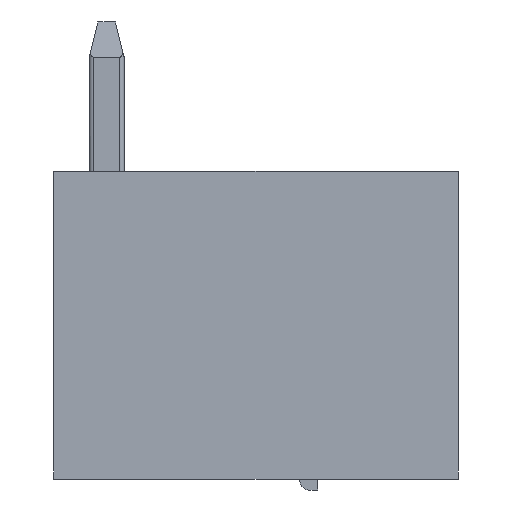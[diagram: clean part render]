
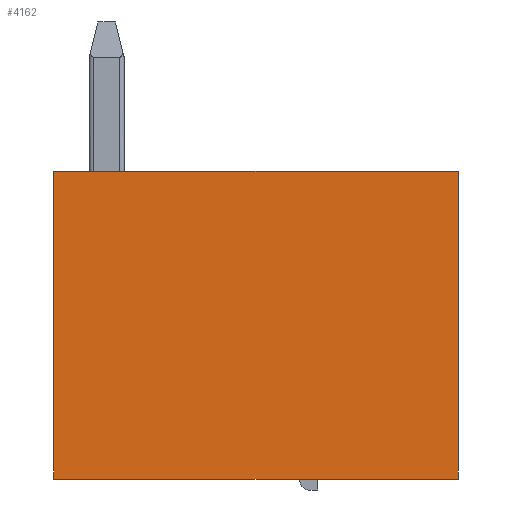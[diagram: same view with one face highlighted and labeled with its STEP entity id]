
A CAD part, front view. The second image highlights one B-rep face of the part: STEP entity #4162.
In plain terms, the highlighted planar face has unit normal (0, -1, 0).
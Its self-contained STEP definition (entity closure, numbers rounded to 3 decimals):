
#74=DIRECTION('',(0.,0.,1.));
#75=VECTOR('',#74,7.);
#76=CARTESIAN_POINT('',(0.,-4.51,-7.));
#77=LINE('',#76,#75);
#328=DIRECTION('',(0.,0.,1.));
#329=VECTOR('',#328,7.);
#330=CARTESIAN_POINT('',(9.2,-4.51,-7.));
#331=LINE('',#330,#329);
#1351=DIRECTION('',(-1.,0.,0.));
#1352=VECTOR('',#1351,9.2);
#1353=CARTESIAN_POINT('',(9.2,-4.51,0.));
#1354=LINE('',#1353,#1352);
#1500=DIRECTION('',(-1.,0.,0.));
#1501=VECTOR('',#1500,9.2);
#1502=CARTESIAN_POINT('',(9.2,-4.51,-7.));
#1503=LINE('',#1502,#1501);
#2154=CARTESIAN_POINT('',(9.2,-4.51,-7.));
#2155=CARTESIAN_POINT('',(9.2,-4.51,0.));
#2156=VERTEX_POINT('',#2154);
#2157=VERTEX_POINT('',#2155);
#2162=CARTESIAN_POINT('',(0.,-4.51,-7.));
#2163=CARTESIAN_POINT('',(0.,-4.51,0.));
#2164=VERTEX_POINT('',#2162);
#2165=VERTEX_POINT('',#2163);
#4151=CARTESIAN_POINT('',(9.2,-4.51,-7.));
#4152=DIRECTION('',(0.,1.,0.));
#4153=DIRECTION('',(0.,0.,1.));
#4154=AXIS2_PLACEMENT_3D('',#4151,#4152,#4153);
#4155=PLANE('',#4154);
#4156=ORIENTED_EDGE('',*,*,#2469,.F.);
#4157=ORIENTED_EDGE('',*,*,#2297,.T.);
#4158=ORIENTED_EDGE('',*,*,#2334,.T.);
#4159=ORIENTED_EDGE('',*,*,#4057,.F.);
#4160=EDGE_LOOP('',(#4156,#4157,#4158,#4159));
#4161=FACE_OUTER_BOUND('',#4160,.F.);
#4162=ADVANCED_FACE('',(#4161),#4155,.F.);
#2297=EDGE_CURVE('',#2156,#2164,#1503,.T.);
#2334=EDGE_CURVE('',#2164,#2165,#77,.T.);
#2469=EDGE_CURVE('',#2156,#2157,#331,.T.);
#4057=EDGE_CURVE('',#2157,#2165,#1354,.T.);
